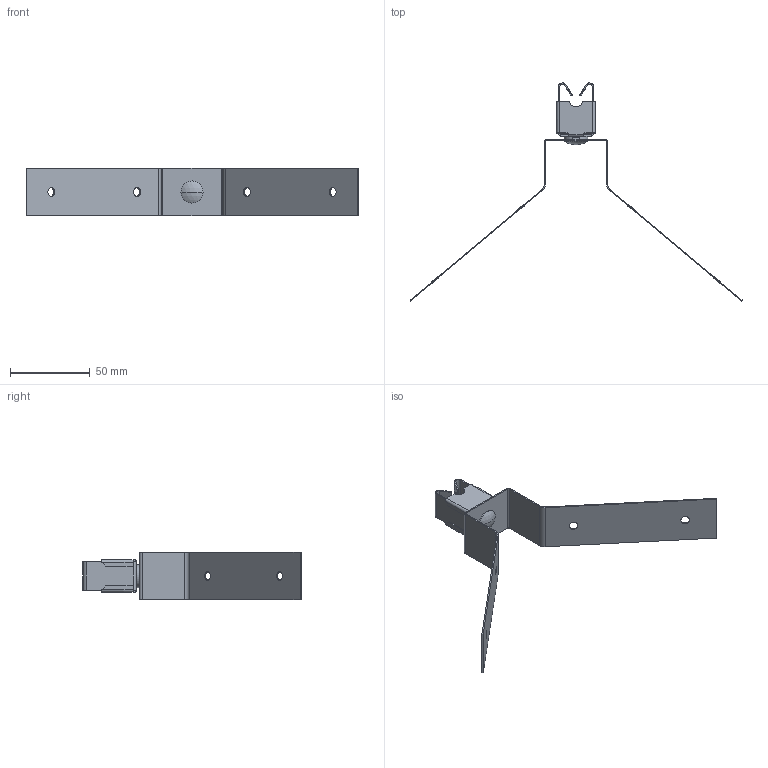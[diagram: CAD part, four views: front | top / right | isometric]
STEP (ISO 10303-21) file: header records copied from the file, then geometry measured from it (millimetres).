
FILE_DESCRIPTION (( 'STEP AP214' ), '1' );
FILE_NAME ('5202510.stp', '2023-04-11T09:07:38', ( '' ), ( '' ), 'SwSTEP 2.0', 'SolidWorks 2022', '' );
FILE_SCHEMA (( 'AUTOMOTIVE_DESIGN' ));
Length unit declared in the file: millimetre
Products named in the file (1): 5202510
Bounding box: 208.29 x 136.8 x 30 mm (x, y, z)
Volume: 10742.3 mm3; surface area: 26773.7 mm2
Topology: 4 solids, 4 shells, 181 faces, 463 edges, 294 vertices
Faces by surface type: plane 89, cylinder 70, torus 12, bspline 8, sphere 2
Entity records: 6348 total; most frequent: CARTESIAN_POINT 1665, DIRECTION 962, ORIENTED_EDGE 926, EDGE_CURVE 463, AXIS2_PLACEMENT_3D 341, VERTEX_POINT 294, LINE 280, VECTOR 280
